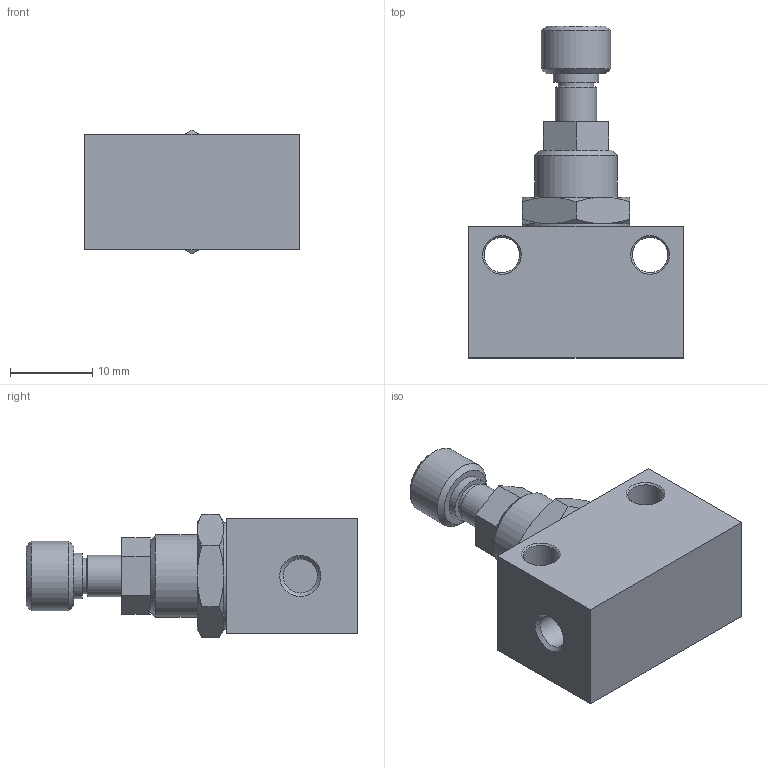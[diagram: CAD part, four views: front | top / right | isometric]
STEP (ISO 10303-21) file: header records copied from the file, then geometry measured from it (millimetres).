
FILE_DESCRIPTION(/* description */ ('STEP AP214'),/* implementation_level */ '2;1');
FILE_NAME(/* name */ '151214_GRO-M5-B',/* time_stamp */ '2024-08-28T22:44:52+02:00',/* author */ ('License CC BY-ND 4.0'),/* organization */ ('CADENAS'),/* preprocessor_version */ 'ST-DEVELOPER v19.3',/* originating_system */ 'PARTsolutions',/* authorisation */ ' ');
FILE_SCHEMA (('AUTOMOTIVE_DESIGN {1 0 10303 214 3 1 1}'));
Length unit declared in the file: millimetre
Products named in the file (1): 151214 GRO-M5-B
Bounding box: 26 x 40.3 x 15.01 mm (x, y, z)
Volume: 6841 mm3; surface area: 3191.7 mm2
Topology: 1 solids, 1 shells, 69 faces, 145 edges, 85 vertices
Faces by surface type: plane 37, cone 22, cylinder 10
Full cylindrical faces by diameter (mm): 4.134 x2, 4.3 x3, 5 x1, 5.5 x1, 8.4 x1, 10 x1, 13 x1
Entity records: 1754 total; most frequent: CARTESIAN_POINT 348, DIRECTION 290, ORIENTED_EDGE 246, EDGE_CURVE 123, AXIS2_PLACEMENT_3D 121, EDGE_LOOP 100, FACE_BOUND 100, VERTEX_POINT 83
